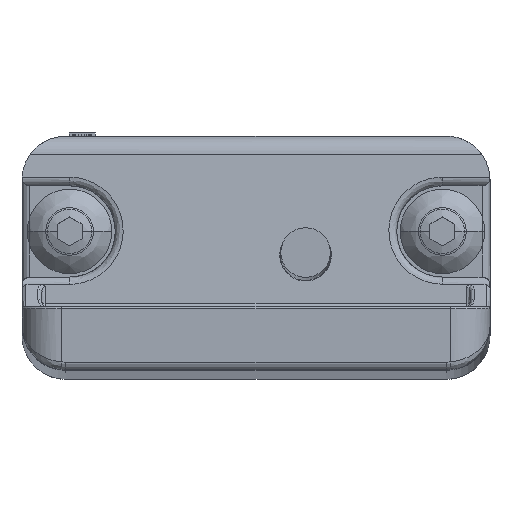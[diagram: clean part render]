
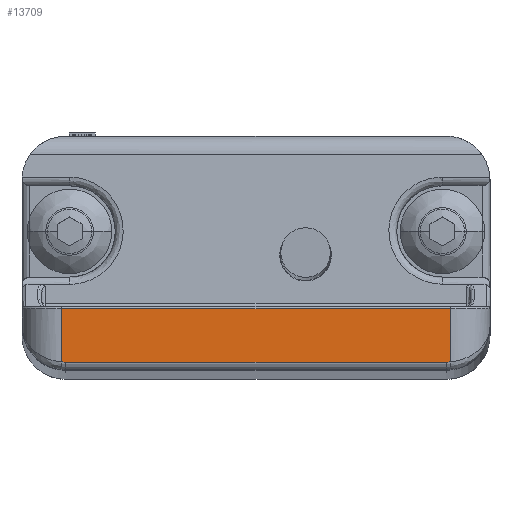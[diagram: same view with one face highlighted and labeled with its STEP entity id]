
A CAD part, top view. The second image highlights one B-rep face of the part: STEP entity #13709.
In plain terms, the highlighted face is planar.
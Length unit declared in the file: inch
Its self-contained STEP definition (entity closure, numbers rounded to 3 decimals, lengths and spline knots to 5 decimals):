
#9703=CARTESIAN_POINT('',(0.11,0.49,1.07));
#9704=DIRECTION('',(0.,-1.,0.));
#9705=DIRECTION('',(-0.994,0.,0.111));
#9706=AXIS2_PLACEMENT_3D('',#9703,#9704,#9705);
#9717=DIRECTION('',(0.,0.,-1.));
#9718=VECTOR('',#9717,0.96);
#9719=CARTESIAN_POINT('',(0.02,0.49,1.07));
#9720=LINE('',#9719,#9718);
#10755=DIRECTION('',(1.,0.,0.));
#10756=VECTOR('',#10755,0.13444);
#10757=CARTESIAN_POINT('',(0.02056,0.49,
1.08));
#10758=LINE('',#10757,#10756);
#10791=DIRECTION('',(0.,0.,1.));
#10792=VECTOR('',#10791,0.98);
#10793=CARTESIAN_POINT('',(0.155,0.49,0.1));
#10794=LINE('',#10793,#10792);
#10805=CARTESIAN_POINT('',(0.11,0.49,0.11));
#10806=DIRECTION('',(0.,-1.,0.));
#10807=DIRECTION('',(-1.,0.,0.));
#10808=AXIS2_PLACEMENT_3D('',#10805,#10806,#10807);
#10840=CARTESIAN_POINT('',(0.02056,0.49,
0.1));
#10857=DIRECTION('',(-1.,0.,0.));
#10858=VECTOR('',#10857,0.13444);
#10859=CARTESIAN_POINT('',(0.155,0.49,0.1));
#10860=LINE('',#10859,#10858);
#11249=VERTEX_POINT('',#10840);
#11252=CARTESIAN_POINT('',(0.02,0.49,0.11));
#11253=VERTEX_POINT('',#11252);
#11256=CARTESIAN_POINT('',(0.02,0.49,1.07));
#11257=VERTEX_POINT('',#11256);
#11260=CARTESIAN_POINT('',(0.02056,0.49,1.08));
#11261=VERTEX_POINT('',#11260);
#11267=CARTESIAN_POINT('',(0.155,0.49,1.08));
#11269=VERTEX_POINT('',#11267);
#11273=CARTESIAN_POINT('',(0.155,0.49,0.1));
#11274=VERTEX_POINT('',#11273);
#13694=CARTESIAN_POINT('',(0.,0.49,0.));
#13695=DIRECTION('',(0.,1.,0.));
#13696=DIRECTION('',(0.,0.,1.));
#13697=AXIS2_PLACEMENT_3D('',#13694,#13695,#13696);
#13698=PLANE('',#13697);
#13699=ORIENTED_EDGE('',*,*,#13687,.T.);
#13700=ORIENTED_EDGE('',*,*,#13649,.F.);
#13701=ORIENTED_EDGE('',*,*,#12025,.T.);
#13702=ORIENTED_EDGE('',*,*,#12041,.T.);
#13704=ORIENTED_EDGE('',*,*,#13703,.T.);
#13706=ORIENTED_EDGE('',*,*,#13705,.F.);
#13707=EDGE_LOOP('',(#13699,#13700,#13701,#13702,#13704,#13706));
#13708=FACE_OUTER_BOUND('',#13707,.F.);
#13709=ADVANCED_FACE('',(#13708),#13698,.T.);
#9707=CIRCLE('',#9706,0.09);
#10809=CIRCLE('',#10808,0.09);
#12025=EDGE_CURVE('',#11261,#11257,#9707,.T.);
#12041=EDGE_CURVE('',#11257,#11253,#9720,.T.);
#13649=EDGE_CURVE('',#11261,#11269,#10758,.T.);
#13687=EDGE_CURVE('',#11274,#11269,#10794,.T.);
#13703=EDGE_CURVE('',#11253,#11249,#10809,.T.);
#13705=EDGE_CURVE('',#11274,#11249,#10860,.T.);
